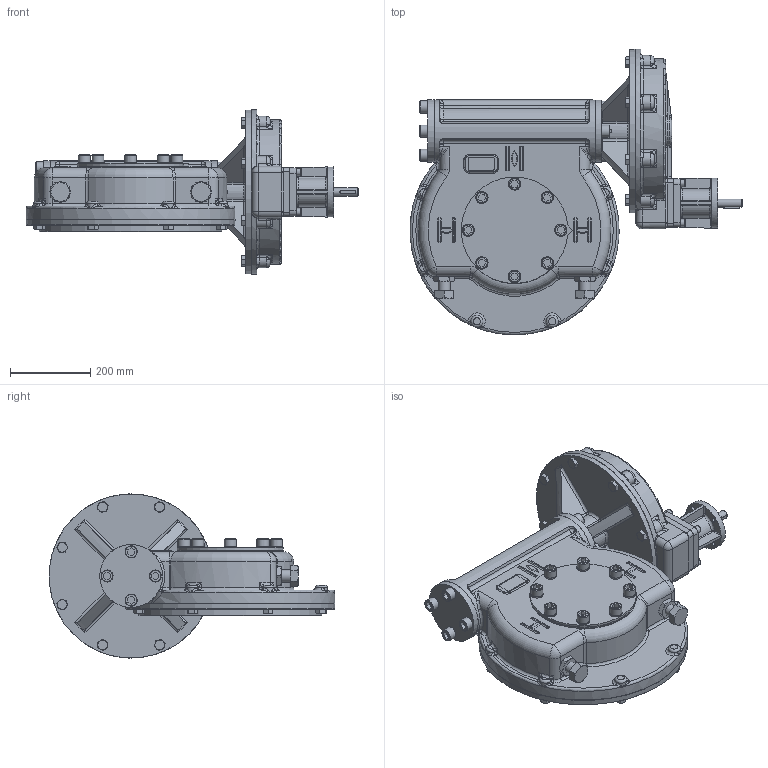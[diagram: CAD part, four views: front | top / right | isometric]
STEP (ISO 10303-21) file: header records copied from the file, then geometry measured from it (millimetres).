
FILE_DESCRIPTION(/* description */ ('Unknown'),/* implementation_level */ '2;1');
FILE_NAME(/* name */ 'PUB-IW8FBIRL-F10-F35',/* time_stamp */ '2016-06-28T16:05:34+01:00',/* author */ ('Unknown'),/* organization */ ('Unknown'),/* preprocessor_version */ 'ST-DEVELOPER v16',/* originating_system */ 'DEX',/* authorisation */ $);
FILE_SCHEMA (('AUTOMOTIVE_DESIGN {1 0 10303 214 3 1 1}'));
Products named in the file (1): PUB-IW8FBIRL-F10-F35
Bounding box: 825.38 x 710.38 x 408 mm (x, y, z)
Surface area: 1617702.9 mm2 (no closed solid volume)
Topology: 0 solids, 76 shells, 1248 faces, 3330 edges, 2054 vertices
Faces by surface type: plane 455, cylinder 278, cone 164, bspline 159, torus 139, sphere 53
Full cylindrical faces by diameter (mm): 10.5 x4, 17 x8, 18 x4, 20 x1, 26.211 x8, 30 x18, 30.7 x8, 50 x1, 70.05 x1, 125 x1, 155 x1, 195 x1, 260 x1, 408 x1, 454.5 x1
Entity records: 60389 total; most frequent: CARTESIAN_POINT 31431, DIRECTION 5664, ORIENTED_EDGE 5541, EDGE_CURVE 3091, AXIS2_PLACEMENT_3D 2272, VERTEX_POINT 2007, EDGE_LOOP 1495, FACE_BOUND 1495
